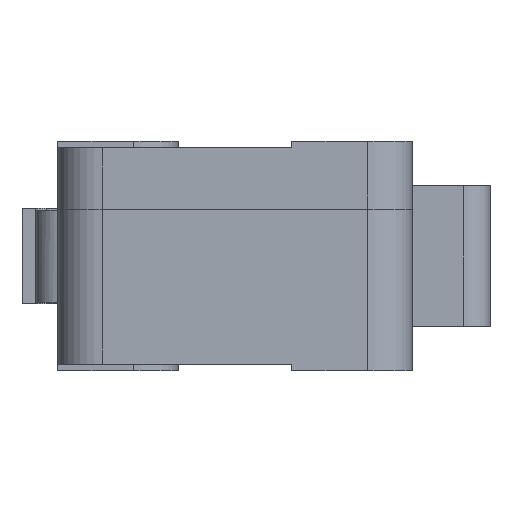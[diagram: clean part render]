
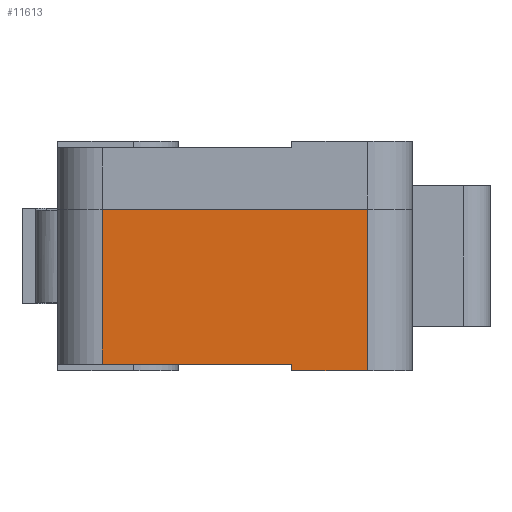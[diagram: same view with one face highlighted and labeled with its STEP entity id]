
A CAD part, left-side view. The second image highlights one B-rep face of the part: STEP entity #11613.
In plain terms, the highlighted planar face has unit normal (-1, 0, 0).
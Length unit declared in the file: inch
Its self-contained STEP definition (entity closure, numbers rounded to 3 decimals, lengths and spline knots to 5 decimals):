
#1222=FACE_OUTER_BOUND('',#1883,.T.);
#1883=EDGE_LOOP('',(#10535,#10536,#10537,#10538,#10539,#10540));
#2865=LINE('',#18960,#4105);
#3195=LINE('',#21199,#4435);
#3197=LINE('',#21205,#4437);
#3200=LINE('',#21214,#4440);
#3203=LINE('',#21220,#4443);
#3214=LINE('',#21247,#4454);
#4105=VECTOR('',#13648,0.3937);
#4435=VECTOR('',#14388,0.3937);
#4437=VECTOR('',#14394,0.3937);
#4440=VECTOR('',#14403,0.3937);
#4443=VECTOR('',#14412,0.3937);
#4454=VECTOR('',#14447,0.3937);
#5346=VERTEX_POINT('',#18953);
#5348=VERTEX_POINT('',#18959);
#5558=VERTEX_POINT('',#21195);
#5559=VERTEX_POINT('',#21197);
#5561=VERTEX_POINT('',#21204);
#5564=VERTEX_POINT('',#21212);
#6756=EDGE_CURVE('',#5348,#5346,#2865,.T.);
#7209=EDGE_CURVE('',#5558,#5559,#3195,.T.);
#7212=EDGE_CURVE('',#5561,#5558,#3197,.T.);
#7217=EDGE_CURVE('',#5564,#5559,#3200,.T.);
#7220=EDGE_CURVE('',#5561,#5346,#3203,.T.);
#7233=EDGE_CURVE('',#5564,#5348,#3214,.T.);
#10535=ORIENTED_EDGE('',*,*,#6756,.T.);
#10536=ORIENTED_EDGE('',*,*,#7220,.F.);
#10537=ORIENTED_EDGE('',*,*,#7212,.T.);
#10538=ORIENTED_EDGE('',*,*,#7209,.T.);
#10539=ORIENTED_EDGE('',*,*,#7217,.F.);
#10540=ORIENTED_EDGE('',*,*,#7233,.T.);
#11006=PLANE('',#12173);
#11613=ADVANCED_FACE('',(#1222),#11006,.T.);
#12173=AXIS2_PLACEMENT_3D('',#21246,#14445,#14446);
#13648=DIRECTION('',(0.,1.,0.));
#14388=DIRECTION('',(0.,0.,-1.));
#14394=DIRECTION('',(0.,-1.,0.));
#14403=DIRECTION('',(0.,1.,0.));
#14412=DIRECTION('',(0.,0.,1.));
#14445=DIRECTION('center_axis',(-1.,0.,0.));
#14446=DIRECTION('ref_axis',(0.,0.,1.));
#14447=DIRECTION('',(0.,0.,1.));
#18953=CARTESIAN_POINT('',(-1.13386,0.25295,0.28543));
#18959=CARTESIAN_POINT('',(-1.13386,-0.21555,0.28543));
#18960=CARTESIAN_POINT('',(-1.13386,0.05809,0.28543));
#21195=CARTESIAN_POINT('',(-1.13386,-0.08169,0.01181));
#21197=CARTESIAN_POINT('',(-1.13386,-0.08169,0.));
#21199=CARTESIAN_POINT('',(-1.13386,-0.08169,0.));
#21204=CARTESIAN_POINT('',(-1.13386,0.25295,0.01181));
#21205=CARTESIAN_POINT('',(-1.13386,-0.09684,0.01181));
#21212=CARTESIAN_POINT('',(-1.13386,-0.21555,0.));
#21214=CARTESIAN_POINT('',(-1.13386,-0.21555,0.));
#21220=CARTESIAN_POINT('',(-1.13386,0.25295,0.));
#21246=CARTESIAN_POINT('Origin',(-1.13386,-0.21555,0.));
#21247=CARTESIAN_POINT('',(-1.13386,-0.21555,0.));
